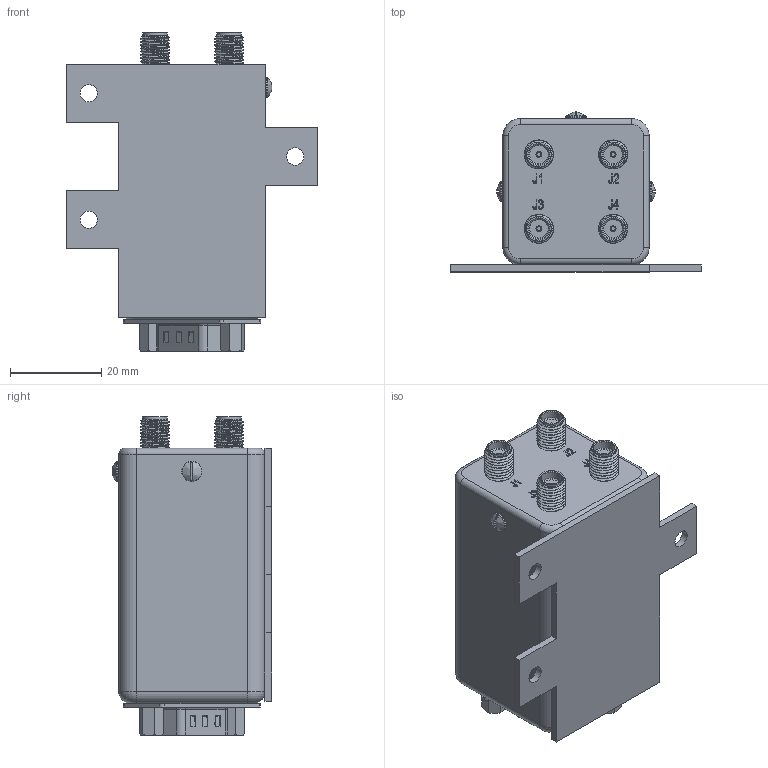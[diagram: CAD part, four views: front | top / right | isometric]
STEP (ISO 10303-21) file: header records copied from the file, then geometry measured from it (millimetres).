
FILE_DESCRIPTION (( 'STEP AP203' ), '1' );
FILE_NAME ('PE71S6388_3D.step', '2021-06-10T20:51:02', ( '' ), ( '' ), 'SwSTEP 2.0', 'SolidWorks 2020', '' );
FILE_SCHEMA (( 'CONFIG_CONTROL_DESIGN' ));
Length unit declared in the file: inch
Products named in the file (1): PE71S6388_3D
Bounding box: 54.86 x 35 x 69.65 mm (x, y, z)
Volume: 60934.4 mm3; surface area: 17364.3 mm2
Topology: 3 solids, 13 shells, 1197 faces, 3149 edges, 2075 vertices
Faces by surface type: plane 649, bspline 310, cylinder 160, cone 40, torus 20, sphere 18
Full cylindrical faces by diameter (mm): 0.304 x1, 0.312 x1, 0.508 x9, 0.94 x4, 1.016 x9, 1.27 x4, 2.184 x2, 3.556 x2, 3.785 x3, 4.42 x3, 4.572 x4, 5.385 x4
Entity records: 54762 total; most frequent: CARTESIAN_POINT 27896, ORIENTED_EDGE 5966, DIRECTION 4458, EDGE_CURVE 2983, VERTEX_POINT 2013, LINE 1916, VECTOR 1916, EDGE_LOOP 1406
